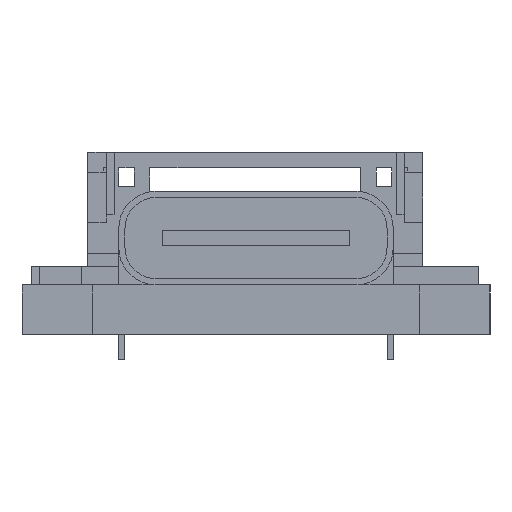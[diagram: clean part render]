
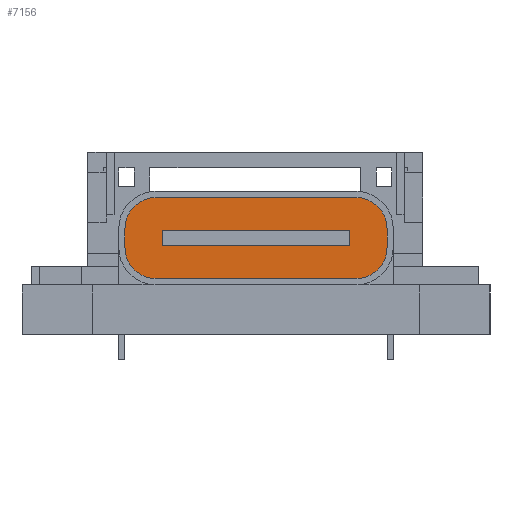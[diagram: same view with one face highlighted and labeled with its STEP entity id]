
A CAD part, left-side view. The second image highlights one B-rep face of the part: STEP entity #7156.
In plain terms, the highlighted face is planar.
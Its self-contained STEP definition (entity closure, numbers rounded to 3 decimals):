
#56=FACE_BOUND('',#619,.T.);
#87=CIRCLE('',#7664,1.);
#89=CIRCLE('',#7668,1.);
#91=CIRCLE('',#7672,1.);
#93=CIRCLE('',#7676,1.);
#234=FACE_OUTER_BOUND('',#618,.T.);
#618=EDGE_LOOP('',(#4980,#4981,#4982,#4983,#4984,#4985,#4986,#4987));
#619=EDGE_LOOP('',(#4988,#4989,#4990,#4991));
#1078=LINE('',#10228,#2056);
#1082=LINE('',#10235,#2060);
#1085=LINE('',#10241,#2063);
#1087=LINE('',#10244,#2065);
#1092=LINE('',#10259,#2070);
#1096=LINE('',#10271,#2074);
#1100=LINE('',#10283,#2078);
#1103=LINE('',#10292,#2081);
#2056=VECTOR('',#8344,10.);
#2060=VECTOR('',#8350,10.);
#2063=VECTOR('',#8355,10.);
#2065=VECTOR('',#8359,10.);
#2070=VECTOR('',#8372,10.);
#2074=VECTOR('',#8384,10.);
#2078=VECTOR('',#8396,10.);
#2081=VECTOR('',#8407,10.);
#2998=VERTEX_POINT('',#10225);
#2999=VERTEX_POINT('',#10227);
#3001=VERTEX_POINT('',#10233);
#3003=VERTEX_POINT('',#10239);
#3006=VERTEX_POINT('',#10249);
#3007=VERTEX_POINT('',#10251);
#3009=VERTEX_POINT('',#10257);
#3011=VERTEX_POINT('',#10263);
#3013=VERTEX_POINT('',#10269);
#3015=VERTEX_POINT('',#10275);
#3017=VERTEX_POINT('',#10281);
#3019=VERTEX_POINT('',#10287);
#3742=EDGE_CURVE('',#2998,#2999,#1078,.T.);
#3746=EDGE_CURVE('',#3001,#2998,#1082,.T.);
#3749=EDGE_CURVE('',#3003,#3001,#1085,.T.);
#3751=EDGE_CURVE('',#2999,#3003,#1087,.T.);
#3754=EDGE_CURVE('',#3006,#3007,#87,.T.);
#3758=EDGE_CURVE('',#3009,#3006,#1092,.T.);
#3761=EDGE_CURVE('',#3011,#3009,#89,.T.);
#3764=EDGE_CURVE('',#3013,#3011,#1096,.T.);
#3767=EDGE_CURVE('',#3015,#3013,#91,.T.);
#3770=EDGE_CURVE('',#3017,#3015,#1100,.T.);
#3773=EDGE_CURVE('',#3019,#3017,#93,.T.);
#3775=EDGE_CURVE('',#3007,#3019,#1103,.T.);
#4980=ORIENTED_EDGE('',*,*,#3775,.F.);
#4981=ORIENTED_EDGE('',*,*,#3754,.F.);
#4982=ORIENTED_EDGE('',*,*,#3758,.F.);
#4983=ORIENTED_EDGE('',*,*,#3761,.F.);
#4984=ORIENTED_EDGE('',*,*,#3764,.F.);
#4985=ORIENTED_EDGE('',*,*,#3767,.F.);
#4986=ORIENTED_EDGE('',*,*,#3770,.F.);
#4987=ORIENTED_EDGE('',*,*,#3773,.F.);
#4988=ORIENTED_EDGE('',*,*,#3751,.F.);
#4989=ORIENTED_EDGE('',*,*,#3742,.F.);
#4990=ORIENTED_EDGE('',*,*,#3746,.F.);
#4991=ORIENTED_EDGE('',*,*,#3749,.F.);
#6740=PLANE('',#7678);
#7156=ADVANCED_FACE('',(#234,#56),#6740,.T.);
#7664=AXIS2_PLACEMENT_3D('',#10252,#8365,#8366);
#7668=AXIS2_PLACEMENT_3D('',#10265,#8378,#8379);
#7672=AXIS2_PLACEMENT_3D('',#10277,#8390,#8391);
#7676=AXIS2_PLACEMENT_3D('',#10289,#8402,#8403);
#7678=AXIS2_PLACEMENT_3D('',#10293,#8408,#8409);
#8344=DIRECTION('',(-1.,0.,0.));
#8350=DIRECTION('',(0.,1.,0.));
#8355=DIRECTION('',(1.,0.,0.));
#8359=DIRECTION('',(0.,-1.,0.));
#8365=DIRECTION('center_axis',(0.,0.,-1.));
#8366=DIRECTION('ref_axis',(1.,0.,0.));
#8372=DIRECTION('',(1.,0.,0.));
#8378=DIRECTION('center_axis',(0.,0.,-1.));
#8379=DIRECTION('ref_axis',(0.,1.,0.));
#8384=DIRECTION('',(0.,1.,0.));
#8390=DIRECTION('center_axis',(0.,0.,-1.));
#8391=DIRECTION('ref_axis',(-1.,0.,0.));
#8396=DIRECTION('',(-1.,0.,0.));
#8402=DIRECTION('center_axis',(0.,0.,-1.));
#8403=DIRECTION('ref_axis',(0.,-1.,0.));
#8407=DIRECTION('',(0.,-1.,0.));
#8408=DIRECTION('center_axis',(0.,0.,1.));
#8409=DIRECTION('ref_axis',(1.,0.,0.));
#10225=CARTESIAN_POINT('',(3.,0.25,2.05));
#10227=CARTESIAN_POINT('',(-3.,0.25,2.05));
#10228=CARTESIAN_POINT('',(-3.,0.25,2.05));
#10233=CARTESIAN_POINT('',(3.,-0.25,2.05));
#10235=CARTESIAN_POINT('',(3.,0.25,2.05));
#10239=CARTESIAN_POINT('',(-3.,-0.25,2.05));
#10241=CARTESIAN_POINT('',(3.,-0.25,2.05));
#10244=CARTESIAN_POINT('',(-3.,-0.25,2.05));
#10249=CARTESIAN_POINT('',(3.2,1.3,2.05));
#10251=CARTESIAN_POINT('',(4.2,0.3,2.05));
#10252=CARTESIAN_POINT('Origin',(3.2,0.3,2.05));
#10257=CARTESIAN_POINT('',(-3.2,1.3,2.05));
#10259=CARTESIAN_POINT('',(3.2,1.3,2.05));
#10263=CARTESIAN_POINT('',(-4.2,0.3,2.05));
#10265=CARTESIAN_POINT('Origin',(-3.2,0.3,2.05));
#10269=CARTESIAN_POINT('',(-4.2,-0.3,2.05));
#10271=CARTESIAN_POINT('',(-4.2,0.3,2.05));
#10275=CARTESIAN_POINT('',(-3.2,-1.3,2.05));
#10277=CARTESIAN_POINT('Origin',(-3.2,-0.3,2.05));
#10281=CARTESIAN_POINT('',(3.2,-1.3,2.05));
#10283=CARTESIAN_POINT('',(-3.2,-1.3,2.05));
#10287=CARTESIAN_POINT('',(4.2,-0.3,2.05));
#10289=CARTESIAN_POINT('Origin',(3.2,-0.3,2.05));
#10292=CARTESIAN_POINT('',(4.2,-0.3,2.05));
#10293=CARTESIAN_POINT('Origin',(0.,0.,
2.05));
